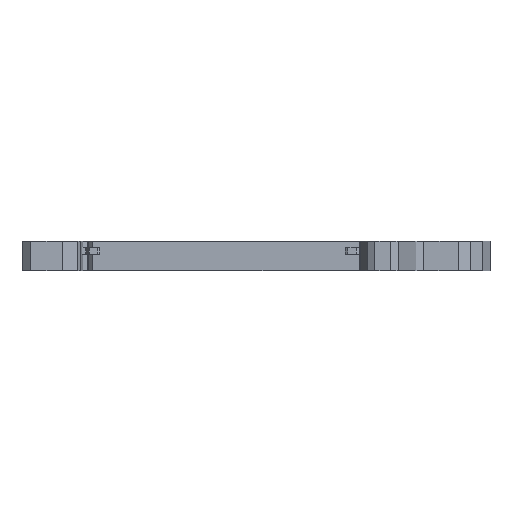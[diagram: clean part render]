
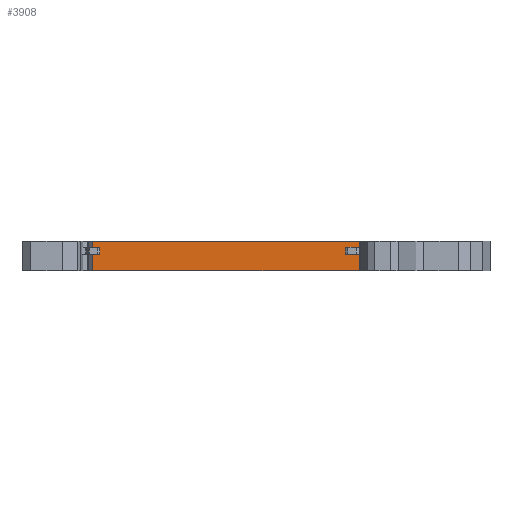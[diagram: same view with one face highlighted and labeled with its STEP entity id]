
A CAD part, front view. The second image highlights one B-rep face of the part: STEP entity #3908.
In plain terms, the highlighted free-form (B-spline) face has degree [1, 1] with [2, 2] control points.
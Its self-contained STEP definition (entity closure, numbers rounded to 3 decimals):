
#3759=CARTESIAN_POINT('',(17.2,-10.6,-3.55));
#3760=VERTEX_POINT('',#3759);
#3768=CARTESIAN_POINT('',(17.2,-10.6,-0.05));
#3769=VERTEX_POINT('',#3768);
#3780=CARTESIAN_POINT('',(17.2,-10.6,-0.05));
#3781=CARTESIAN_POINT('',(17.2,-10.6,-3.55));
#3782=B_SPLINE_CURVE_WITH_KNOTS('',1,(#3780,#3781),.POLYLINE_FORM.,.F.,.U.,(2,2),(0.,1.),.UNSPECIFIED.);
#3783=EDGE_CURVE('',#3769,#3760,#3782,.T.);
#3815=CARTESIAN_POINT('',(27.532,-10.6,-17.869));
#3816=CARTESIAN_POINT('',(-17.297,-10.6,-17.869));
#3817=CARTESIAN_POINT('',(27.532,-10.6,14.269));
#3818=CARTESIAN_POINT('',(-17.297,-10.6,14.269));
#3819=B_SPLINE_SURFACE_WITH_KNOTS('',1,1,((#3815,#3816),(#3817,#3818)),.PLANE_SURF.,.F.,.F.,.U.,(2,2),(2,2),(0.,1.),(0.,1.058),.UNSPECIFIED.);
#3820=ORIENTED_EDGE('',*,*,#3783,.F.);
#3821=CARTESIAN_POINT('',(17.155,-10.602,-0.05));
#3822=VERTEX_POINT('',#3821);
#3823=CARTESIAN_POINT('',(17.2,-10.6,-0.05));
#3824=CARTESIAN_POINT('',(17.177,-10.6,-0.05));
#3825=CARTESIAN_POINT('',(17.155,-10.603,-0.05));
#3826=(BOUNDED_CURVE()B_SPLINE_CURVE(2,(#3823,#3824,#3825),.CIRCULAR_ARC.,.F.,.U.)B_SPLINE_CURVE_WITH_KNOTS((3,3),(-0.047,0.),.UNSPECIFIED.)CURVE()GEOMETRIC_REPRESENTATION_ITEM()RATIONAL_B_SPLINE_CURVE((0.853,0.834,0.82))REPRESENTATION_ITEM(''));
#3827=EDGE_CURVE('',#3769,#3822,#3826,.T.);
#3828=ORIENTED_EDGE('',*,*,#3827,.T.);
#3829=CARTESIAN_POINT('',(-14.747,-10.6,-0.05));
#3830=VERTEX_POINT('',#3829);
#3831=CARTESIAN_POINT('',(17.155,-10.6,-0.05));
#3832=CARTESIAN_POINT('',(-14.747,-10.6,-0.05));
#3833=B_SPLINE_CURVE_WITH_KNOTS('',1,(#3831,#3832),.POLYLINE_FORM.,.F.,.U.,(2,2),(0.203,0.732),.UNSPECIFIED.);
#3834=EDGE_CURVE('',#3822,#3830,#3833,.T.);
#3835=ORIENTED_EDGE('',*,*,#3834,.T.);
#3836=CARTESIAN_POINT('',(-14.747,-10.6,-0.8));
#3837=VERTEX_POINT('',#3836);
#3838=CARTESIAN_POINT('',(-14.747,-10.6,-0.8));
#3839=CARTESIAN_POINT('',(-14.747,-10.6,-0.05));
#3840=B_SPLINE_CURVE_WITH_KNOTS('',1,(#3838,#3839),.POLYLINE_FORM.,.F.,.U.,(2,2),(0.786,1.),.UNSPECIFIED.);
#3841=EDGE_CURVE('',#3837,#3830,#3840,.T.);
#3842=ORIENTED_EDGE('',*,*,#3841,.F.);
#3843=CARTESIAN_POINT('',(-13.875,-10.6,-0.8));
#3844=VERTEX_POINT('',#3843);
#3845=CARTESIAN_POINT('',(-13.875,-10.6,-0.8));
#3846=CARTESIAN_POINT('',(-14.747,-10.6,-0.8));
#3847=B_SPLINE_CURVE_WITH_KNOTS('',1,(#3845,#3846),.POLYLINE_FORM.,.F.,.U.,(2,2),(0.82,0.837),.UNSPECIFIED.);
#3848=EDGE_CURVE('',#3844,#3837,#3847,.T.);
#3849=ORIENTED_EDGE('',*,*,#3848,.F.);
#3850=CARTESIAN_POINT('',(-13.875,-10.6,-1.6));
#3851=VERTEX_POINT('',#3850);
#3852=CARTESIAN_POINT('',(-13.875,-10.6,-1.6));
#3853=CARTESIAN_POINT('',(-13.875,-10.6,-0.8));
#3854=B_SPLINE_CURVE_WITH_KNOTS('',1,(#3852,#3853),.POLYLINE_FORM.,.F.,.U.,(2,2),(0.,1.),.UNSPECIFIED.);
#3855=EDGE_CURVE('',#3851,#3844,#3854,.T.);
#3856=ORIENTED_EDGE('',*,*,#3855,.F.);
#3857=CARTESIAN_POINT('',(-14.747,-10.6,-1.6));
#3858=VERTEX_POINT('',#3857);
#3859=CARTESIAN_POINT('',(-14.747,-10.6,-1.6));
#3860=CARTESIAN_POINT('',(-13.875,-10.6,-1.6));
#3861=B_SPLINE_CURVE_WITH_KNOTS('',1,(#3859,#3860),.POLYLINE_FORM.,.F.,.U.,(2,2),(0.163,0.18),.UNSPECIFIED.);
#3862=EDGE_CURVE('',#3858,#3851,#3861,.T.);
#3863=ORIENTED_EDGE('',*,*,#3862,.F.);
#3864=CARTESIAN_POINT('',(-14.747,-10.6,-3.55));
#3865=VERTEX_POINT('',#3864);
#3866=CARTESIAN_POINT('',(-14.747,-10.6,-3.55));
#3867=CARTESIAN_POINT('',(-14.747,-10.6,-1.6));
#3868=B_SPLINE_CURVE_WITH_KNOTS('',1,(#3866,#3867),.POLYLINE_FORM.,.F.,.U.,(2,2),(0.,0.557),.UNSPECIFIED.);
#3869=EDGE_CURVE('',#3865,#3858,#3868,.T.);
#3870=ORIENTED_EDGE('',*,*,#3869,.F.);
#3871=CARTESIAN_POINT('',(-14.747,-10.6,-3.55));
#3872=CARTESIAN_POINT('',(17.2,-10.6,-3.55));
#3873=B_SPLINE_CURVE_WITH_KNOTS('',1,(#3871,#3872),.POLYLINE_FORM.,.F.,.U.,(2,2),(0.,1.),.UNSPECIFIED.);
#3874=EDGE_CURVE('',#3865,#3760,#3873,.T.);
#3875=ORIENTED_EDGE('',*,*,#3874,.T.);
#3876=EDGE_LOOP('',(#3820,#3828,#3835,#3842,#3849,#3856,#3863,#3870,#3875));
#3877=FACE_OUTER_BOUND('',#3876,.T.);
#3878=CARTESIAN_POINT('',(16.548,-10.6,-1.6));
#3879=VERTEX_POINT('',#3878);
#3880=CARTESIAN_POINT('',(16.548,-10.6,-0.8));
#3881=VERTEX_POINT('',#3880);
#3882=CARTESIAN_POINT('',(16.548,-10.6,-1.6));
#3883=CARTESIAN_POINT('',(16.548,-10.6,-0.8));
#3884=B_SPLINE_CURVE_WITH_KNOTS('',1,(#3882,#3883),.POLYLINE_FORM.,.F.,.U.,(2,2),(0.,1.),.UNSPECIFIED.);
#3885=EDGE_CURVE('',#3879,#3881,#3884,.T.);
#3886=ORIENTED_EDGE('',*,*,#3885,.F.);
#3887=CARTESIAN_POINT('',(14.875,-10.6,-1.6));
#3888=VERTEX_POINT('',#3887);
#3889=CARTESIAN_POINT('',(14.875,-10.6,-1.6));
#3890=CARTESIAN_POINT('',(16.548,-10.6,-1.6));
#3891=B_SPLINE_CURVE_WITH_KNOTS('',1,(#3889,#3890),.POLYLINE_FORM.,.F.,.U.,(2,2),(0.739,0.772),.UNSPECIFIED.);
#3892=EDGE_CURVE('',#3888,#3879,#3891,.T.);
#3893=ORIENTED_EDGE('',*,*,#3892,.F.);
#3894=CARTESIAN_POINT('',(14.875,-10.6,-0.8));
#3895=VERTEX_POINT('',#3894);
#3896=CARTESIAN_POINT('',(14.875,-10.6,-0.8));
#3897=CARTESIAN_POINT('',(14.875,-10.6,-1.6));
#3898=B_SPLINE_CURVE_WITH_KNOTS('',1,(#3896,#3897),.POLYLINE_FORM.,.F.,.U.,(2,2),(0.,1.),.UNSPECIFIED.);
#3899=EDGE_CURVE('',#3895,#3888,#3898,.T.);
#3900=ORIENTED_EDGE('',*,*,#3899,.F.);
#3901=CARTESIAN_POINT('',(16.548,-10.6,-0.8));
#3902=CARTESIAN_POINT('',(14.875,-10.6,-0.8));
#3903=B_SPLINE_CURVE_WITH_KNOTS('',1,(#3901,#3902),.POLYLINE_FORM.,.F.,.U.,(2,2),(0.228,0.26),.UNSPECIFIED.);
#3904=EDGE_CURVE('',#3881,#3895,#3903,.T.);
#3905=ORIENTED_EDGE('',*,*,#3904,.F.);
#3906=EDGE_LOOP('',(#3886,#3893,#3900,#3905));
#3907=FACE_BOUND('',#3906,.T.);
#3908=ADVANCED_FACE('',(#3877,#3907),#3819,.T.);
